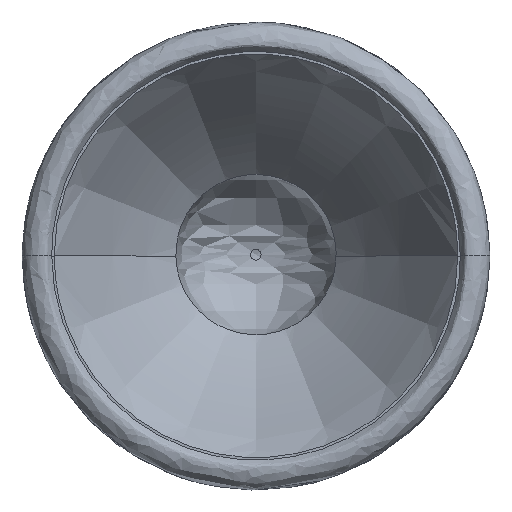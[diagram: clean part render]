
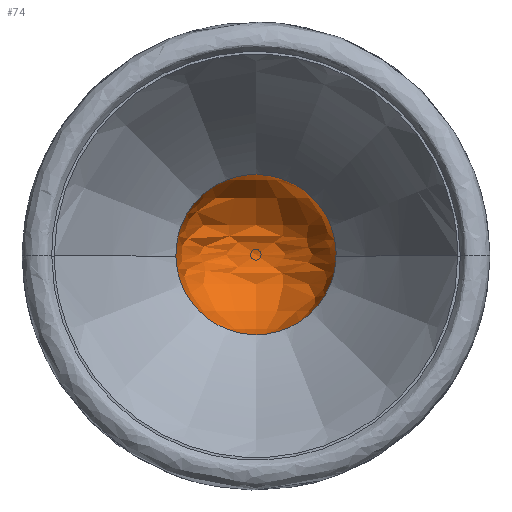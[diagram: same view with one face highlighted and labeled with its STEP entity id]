
A CAD part, top view. The second image highlights one B-rep face of the part: STEP entity #74.
In plain terms, the highlighted free-form (B-spline) face has degree [2, 2] with [5, 5] control points.
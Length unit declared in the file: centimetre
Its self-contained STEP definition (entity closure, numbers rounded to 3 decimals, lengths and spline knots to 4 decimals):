
#74=ADVANCED_FACE('',(#122),#560,.T.);
#122=FACE_OUTER_BOUND('',#171,.T.);
#171=EDGE_LOOP('',(#308,#309));
#308=ORIENTED_EDGE('',*,*,#432,.T.);
#309=ORIENTED_EDGE('',*,*,#431,.T.);
#431=EDGE_CURVE('',#507,#508,#656,.T.);
#432=EDGE_CURVE('',#508,#507,#657,.T.);
#507=VERTEX_POINT('',#4598);
#508=VERTEX_POINT('',#4599);
#560=(
BOUNDED_SURFACE()
B_SPLINE_SURFACE(2,2,((#4573,#4574,#4575,#4576,#4577),(#4578,#4579,#4580,
#4581,#4582),(#4583,#4584,#4585,#4586,#4587),(#4588,#4589,#4590,#4591,#4592),
(#4593,#4594,#4595,#4596,#4597)),.UNSPECIFIED.,.F.,.F.,.F.)
B_SPLINE_SURFACE_WITH_KNOTS((3,2,3),(3,2,3),(3.1416,4.7124,
6.2832),(-1.5708,0.,1.5708),.UNSPECIFIED.)
GEOMETRIC_REPRESENTATION_ITEM()
RATIONAL_B_SPLINE_SURFACE(((1.,0.707,1.,0.707,1.),
(0.707,0.5,0.707,0.5,0.707),(1.,0.707,
1.,0.707,1.),(0.707,0.5,0.707,0.5,0.707),
(1.,0.707,1.,0.707,1.)))
REPRESENTATION_ITEM('')
SURFACE()
);
#656=(
BOUNDED_CURVE()
B_SPLINE_CURVE(2,(#4563,#4564,#4565,#4566,#4567),.UNSPECIFIED.,.F.,.F.)
B_SPLINE_CURVE_WITH_KNOTS((3,2,3),(-1.5708,0.,1.5708),
.UNSPECIFIED.)
CURVE()
GEOMETRIC_REPRESENTATION_ITEM()
RATIONAL_B_SPLINE_CURVE((1.,0.707,1.,0.707,1.))
REPRESENTATION_ITEM('')
);
#657=(
BOUNDED_CURVE()
B_SPLINE_CURVE(2,(#4568,#4569,#4570,#4571,#4572),.UNSPECIFIED.,.F.,.F.)
B_SPLINE_CURVE_WITH_KNOTS((3,2,3),(-1.5708,0.,1.5708),
.UNSPECIFIED.)
CURVE()
GEOMETRIC_REPRESENTATION_ITEM()
RATIONAL_B_SPLINE_CURVE((1.,0.707,1.,0.707,1.))
REPRESENTATION_ITEM('')
);
#4563=CARTESIAN_POINT('',(6.5982,60.,513.0104));
#4564=CARTESIAN_POINT('',(66.5982,60.,513.0104));
#4565=CARTESIAN_POINT('',(66.5982,0.,513.0104));
#4566=CARTESIAN_POINT('',(66.5982,-60.,513.0104));
#4567=CARTESIAN_POINT('',(6.5982,-60.,513.0104));
#4568=CARTESIAN_POINT('',(6.5982,-60.,513.0104));
#4569=CARTESIAN_POINT('',(-53.4018,-60.,513.0104));
#4570=CARTESIAN_POINT('',(-53.4018,0.,513.0104));
#4571=CARTESIAN_POINT('',(-53.4018,60.,513.0104));
#4572=CARTESIAN_POINT('',(6.5982,60.,513.0104));
#4573=CARTESIAN_POINT('',(6.5982,60.,513.0104));
#4574=CARTESIAN_POINT('',(-53.4018,60.,513.0104));
#4575=CARTESIAN_POINT('',(-53.4018,0.,513.0104));
#4576=CARTESIAN_POINT('',(-53.4018,-60.,513.0104));
#4577=CARTESIAN_POINT('',(6.5982,-60.,513.0104));
#4578=CARTESIAN_POINT('',(6.5982,60.,513.0104));
#4579=CARTESIAN_POINT('',(-53.4018,60.,453.0104));
#4580=CARTESIAN_POINT('',(-53.4018,0.,453.0104));
#4581=CARTESIAN_POINT('',(-53.4018,-60.,453.0104));
#4582=CARTESIAN_POINT('',(6.5982,-60.,513.0104));
#4583=CARTESIAN_POINT('',(6.5982,60.,513.0104));
#4584=CARTESIAN_POINT('',(6.5982,60.,453.0104));
#4585=CARTESIAN_POINT('',(6.5982,0.,453.0104));
#4586=CARTESIAN_POINT('',(6.5982,-60.,453.0104));
#4587=CARTESIAN_POINT('',(6.5982,-60.,513.0104));
#4588=CARTESIAN_POINT('',(6.5982,60.,513.0104));
#4589=CARTESIAN_POINT('',(66.5982,60.,453.0104));
#4590=CARTESIAN_POINT('',(66.5982,0.,453.0104));
#4591=CARTESIAN_POINT('',(66.5982,-60.,453.0104));
#4592=CARTESIAN_POINT('',(6.5982,-60.,513.0104));
#4593=CARTESIAN_POINT('',(6.5982,60.,513.0104));
#4594=CARTESIAN_POINT('',(66.5982,60.,513.0104));
#4595=CARTESIAN_POINT('',(66.5982,0.,513.0104));
#4596=CARTESIAN_POINT('',(66.5982,-60.,513.0104));
#4597=CARTESIAN_POINT('',(6.5982,-60.,513.0104));
#4598=CARTESIAN_POINT('',(6.5982,60.,513.0104));
#4599=CARTESIAN_POINT('',(6.5982,-60.,513.0104));
